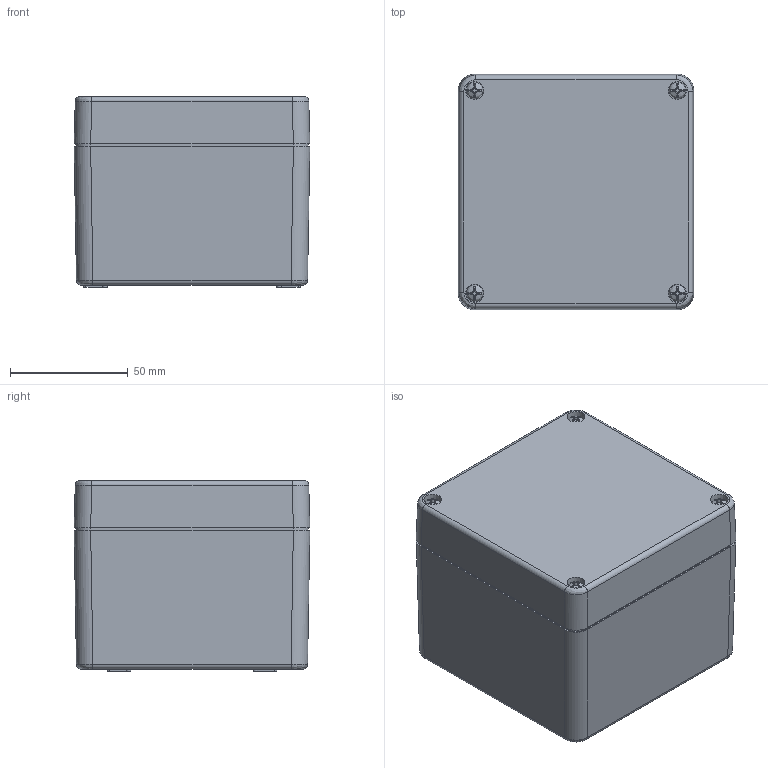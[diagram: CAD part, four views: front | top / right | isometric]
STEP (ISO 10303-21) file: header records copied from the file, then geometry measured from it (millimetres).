
FILE_DESCRIPTION((''),'2;1');
FILE_NAME('01116000_A 116.stp','2010-02-04T11:17:10',('kotzmaier'),(''),'Autodesk Inventor 2010','Autodesk Inventor 2010','');
FILE_SCHEMA(('CONFIG_CONTROL_DESIGN'));
Length unit declared in the file: millimetre
Products named in the file (4): A 116_io; A116_UT_3Dsym; A116_OT_3Dsym; SHR Z M4x24x7 ÄHNL_DIN EN ISO 7045 OG_3Dsym
Assembly tree (6 placements, depth 2):
  A 116_io
    A116_UT_3Dsym
    A116_OT_3Dsym
    SHR Z M4x24x7 ÄHNL_DIN EN ISO 7045 OG_3Dsym  x4
Bounding box: 100 x 100 x 81 mm (x, y, z)
Volume: 231215.6 mm3; surface area: 105599.6 mm2
Topology: 6 solids, 6 shells, 466 faces, 1100 edges, 682 vertices
Faces by surface type: plane 186, cylinder 146, bspline 94, cone 36, torus 4
Full cylindrical faces by diameter (mm): 2.87 x4, 3.2 x10, 4 x4, 4.8 x4, 7 x8
Entity records: 14992 total; most frequent: CARTESIAN_POINT 6701, ORIENTED_EDGE 1656, DIRECTION 1613, EDGE_CURVE 828, AXIS2_PLACEMENT_3D 603, VERTEX_POINT 542, EDGE_LOOP 474, VECTOR 407
